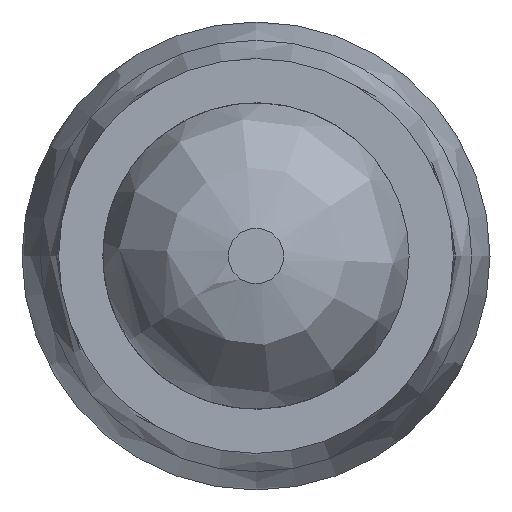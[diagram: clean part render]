
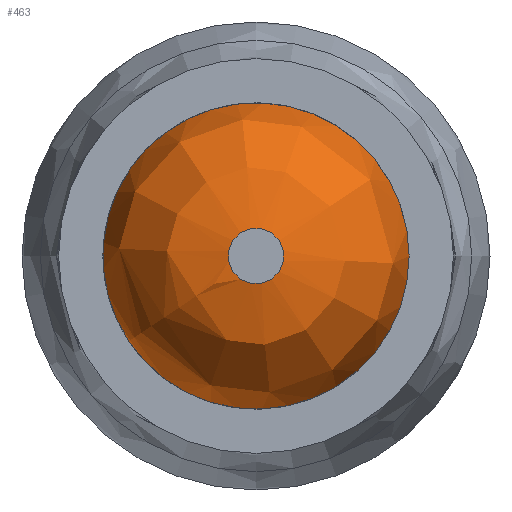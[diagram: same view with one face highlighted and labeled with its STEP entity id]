
A CAD part, left-side view. The second image highlights one B-rep face of the part: STEP entity #463.
In plain terms, the highlighted free-form (B-spline) face has degree [3, 3] with [4, 7] control points.
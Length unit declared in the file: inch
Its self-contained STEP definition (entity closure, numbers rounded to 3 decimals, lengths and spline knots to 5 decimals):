
#30 = CARTESIAN_POINT ( 'NONE',  ( -0.2935, 0., 0. ) ) ;
#34 = ORIENTED_EDGE ( 'NONE', *, *, #55, .T. ) ;
#39 = CARTESIAN_POINT ( 'NONE',  ( -0.3, 0., 0. ) ) ;
#55 = EDGE_CURVE ( 'NONE', #323, #323, #297, .T. ) ;
#67 = CARTESIAN_POINT ( 'NONE',  ( -0.3, -0.00148, -0.01166 ) ) ;
#84 = CARTESIAN_POINT ( 'NONE',  ( -0.29731, -0.00661, 0.00442 ) ) ;
#101 = VERTEX_POINT ( 'NONE', #172 ) ;
#119 = CARTESIAN_POINT ( 'NONE',  ( -0.2935, 0.01545, 0.00879 ) ) ;
#120 = CARTESIAN_POINT ( 'NONE',  ( -0.2935, -0.00661, 0.00442 ) ) ;
#127 = CARTESIAN_POINT ( 'NONE',  ( -0.3, -0.01022, -0.00581 ) ) ;
#143 = CARTESIAN_POINT ( 'NONE',  ( -0.3, 0.00041, 0.00322 ) ) ;
#150 = DIRECTION ( 'NONE',  ( 0., 0.831, -0.556 ) ) ;
#166 = CARTESIAN_POINT ( 'NONE',  ( -0.29731, -0.00224, -0.01764 ) ) ;
#167 = EDGE_LOOP ( 'NONE', ( #429 ) ) ;
#172 = CARTESIAN_POINT ( 'NONE',  ( -0.2935, -0.00795, 0. ) ) ;
#175 = CARTESIAN_POINT ( 'NONE',  ( -0.3, 0.01022, 0.00581 ) ) ;
#178 = CARTESIAN_POINT ( 'NONE',  ( -0.3, -0.00121, 0.00081 ) ) ;
#210 = CARTESIAN_POINT ( 'NONE',  ( -0.3, 0.00121, -0.00081 ) ) ;
#216 = CARTESIAN_POINT ( 'NONE',  ( -0.3, -0.00041, -0.00322 ) ) ;
#243 = CARTESIAN_POINT ( 'NONE',  ( -0.3, 0.00121, -0.00081 ) ) ;
#250 = CARTESIAN_POINT ( 'NONE',  ( -0.29731, 0.00224, 0.01764 ) ) ;
#256 = CARTESIAN_POINT ( 'NONE',  ( -0.3, -0.00282, -0.0016 ) ) ;
#297 = CIRCLE ( 'NONE', #346, 0.00145 ) ;
#305 = EDGE_CURVE ( 'NONE', #101, #101, #474, .T. ) ;
#310 = CARTESIAN_POINT ( 'NONE',  ( -0.3, 0.00437, -0.00292 ) ) ;
#312 = FACE_OUTER_BOUND ( 'NONE', #167, .T. ) ;
#323 = VERTEX_POINT ( 'NONE', #386 ) ;
#324 = DIRECTION ( 'NONE',  ( 1., 0., 0. ) ) ;
#335 = CARTESIAN_POINT ( 'NONE',  ( -0.29731, 0.00661, -0.00442 ) ) ;
#339 =( BOUNDED_SURFACE ( )  B_SPLINE_SURFACE ( 3, 3, ( 
 ( #210, #216, #256, #178, #143, #500, #243 ),
 ( #310, #67, #127, #467, #489, #175, #357 ),
 ( #374, #166, #375, #84, #250, #409, #335 ),
 ( #376, #378, #446, #120, #408, #119, #414 ) ),
 .UNSPECIFIED., .F., .T., .F. ) 
 B_SPLINE_SURFACE_WITH_KNOTS ( ( 4, 4 ),
 ( 4, 3, 4 ),
 ( 0., 1. ),
 ( 0., 0.5, 1. ),
 .UNSPECIFIED. ) 
 GEOMETRIC_REPRESENTATION_ITEM ( )  RATIONAL_B_SPLINE_SURFACE ( (
 ( 1., 0.333, 0.333, 1., 0.333, 0.333, 1.),
 ( 0.805, 0.268, 0.268, 0.805, 0.268, 0.268, 0.805),
 ( 0.805, 0.268, 0.268, 0.805, 0.268, 0.268, 0.805),
 ( 1., 0.333, 0.333, 1., 0.333, 0.333, 1.) ) ) 
 REPRESENTATION_ITEM ( '' )  SURFACE ( )  );
#346 = AXIS2_PLACEMENT_3D ( 'NONE', #39, #324, #150 ) ;
#351 = DIRECTION ( 'NONE',  ( 1., 0., 0. ) ) ;
#357 = CARTESIAN_POINT ( 'NONE',  ( -0.3, 0.00437, -0.00292 ) ) ;
#374 = CARTESIAN_POINT ( 'NONE',  ( -0.29731, 0.00661, -0.00442 ) ) ;
#375 = CARTESIAN_POINT ( 'NONE',  ( -0.29731, -0.01545, -0.00879 ) ) ;
#376 = CARTESIAN_POINT ( 'NONE',  ( -0.2935, 0.00661, -0.00442 ) ) ;
#378 = CARTESIAN_POINT ( 'NONE',  ( -0.2935, -0.00224, -0.01764 ) ) ;
#386 = CARTESIAN_POINT ( 'NONE',  ( -0.3, 0.00121, -0.00081 ) ) ;
#393 = DIRECTION ( 'NONE',  ( 0., -1., 0. ) ) ;
#408 = CARTESIAN_POINT ( 'NONE',  ( -0.2935, 0.00224, 0.01764 ) ) ;
#409 = CARTESIAN_POINT ( 'NONE',  ( -0.29731, 0.01545, 0.00879 ) ) ;
#414 = CARTESIAN_POINT ( 'NONE',  ( -0.2935, 0.00661, -0.00442 ) ) ;
#424 = FACE_OUTER_BOUND ( 'NONE', #461, .T. ) ;
#425 = AXIS2_PLACEMENT_3D ( 'NONE', #30, #351, #393 ) ;
#429 = ORIENTED_EDGE ( 'NONE', *, *, #305, .F. ) ;
#446 = CARTESIAN_POINT ( 'NONE',  ( -0.2935, -0.01545, -0.00879 ) ) ;
#461 = EDGE_LOOP ( 'NONE', ( #34 ) ) ;
#463 = ADVANCED_FACE ( 'NONE', ( #424, #312 ), #339, .T. ) ;
#467 = CARTESIAN_POINT ( 'NONE',  ( -0.3, -0.00437, 0.00292 ) ) ;
#474 = CIRCLE ( 'NONE', #425, 0.00795 ) ;
#489 = CARTESIAN_POINT ( 'NONE',  ( -0.3, 0.00148, 0.01166 ) ) ;
#500 = CARTESIAN_POINT ( 'NONE',  ( -0.3, 0.00282, 0.0016 ) ) ;
